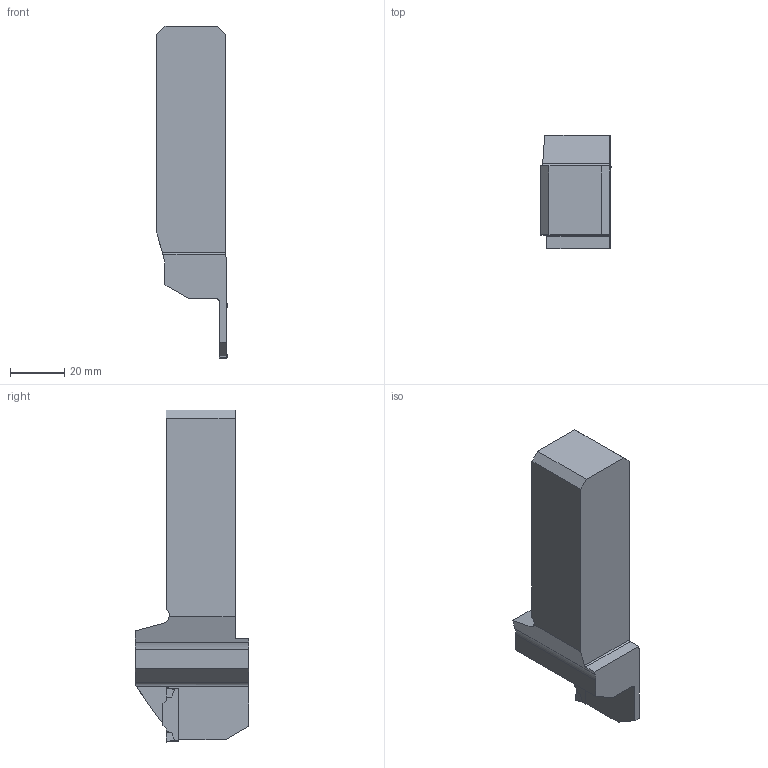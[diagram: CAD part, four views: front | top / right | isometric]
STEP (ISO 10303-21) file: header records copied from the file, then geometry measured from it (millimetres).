
FILE_DESCRIPTION(/* description */ (''),/* implementation_level */ '2;1');
FILE_NAME(/* name */ 'toolassembly_1.stp',/* time_stamp */ '2020-01-09T07:50:01+01:00',/* author */ (''),/* organization */ ('SMS'),/* preprocessor_version */ 'ST-DEVELOPER v16.7',/* originating_system */ 'SIEMENS PLM Software NX 12.0',/* authorisation */ '');
FILE_SCHEMA (('AUTOMOTIVE_DESIGN { 1 0 10303 214 3 1 1 1 }'));
Length unit declared in the file: millimetre
Products named in the file (4): ASSEMBLY_CONSTRUCTION; CUT_20200109074933; NOCUT_20200109074831; TOOLASSEMBLY_1
Assembly tree (3 placements, depth 2):
  TOOLASSEMBLY_1
    NOCUT_20200109074831
    CUT_20200109074933
    ASSEMBLY_CONSTRUCTION
Bounding box: 25.88 x 41.8 x 122.22 mm (x, y, z)
Volume: 70744.8 mm3; surface area: 13996.1 mm2
Topology: 2 solids, 2 shells, 61 faces, 171 edges, 119 vertices
Faces by surface type: plane 47, cylinder 10, extrusion 4
Entity records: 2257 total; most frequent: CARTESIAN_POINT 516, ORIENTED_EDGE 340, DIRECTION 321, EDGE_CURVE 170, VECTOR 141, LINE 137, VERTEX_POINT 113, AXIS2_PLACEMENT_3D 90
